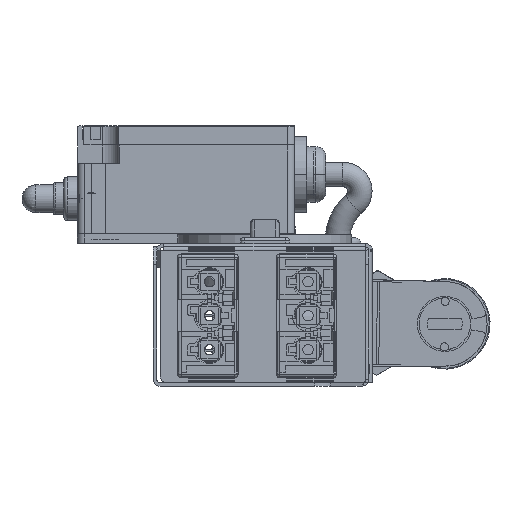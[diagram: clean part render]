
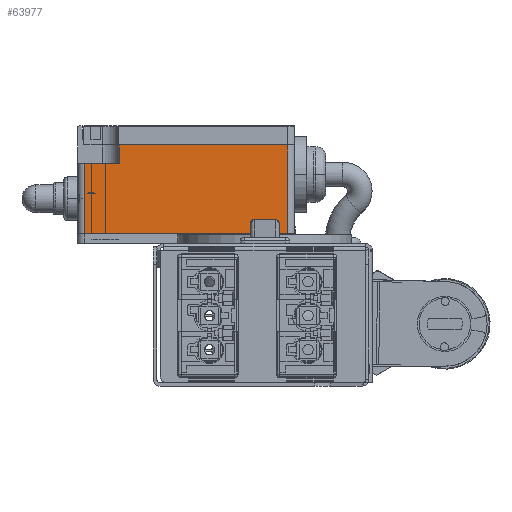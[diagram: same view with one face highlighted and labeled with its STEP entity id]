
A CAD part, left-side view. The second image highlights one B-rep face of the part: STEP entity #63977.
In plain terms, the highlighted planar face has unit normal (-1, 0, 0).
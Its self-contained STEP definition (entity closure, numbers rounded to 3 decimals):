
#933=PLANE('',#67648);
#3486=FACE_OUTER_BOUND('',#6804,.T.);
#6804=EDGE_LOOP('',(#43133,#43134,#43135,#43136,#43137,#43138));
#11989=LINE('',#90204,#19406);
#12080=LINE('',#90589,#19497);
#12081=LINE('',#90592,#19498);
#12106=LINE('',#90778,#19523);
#12155=LINE('',#90887,#19572);
#12156=LINE('',#90889,#19573);
#19406=VECTOR('',#72935,58.3);
#19497=VECTOR('',#73360,20.2);
#19498=VECTOR('',#73363,10.);
#19523=VECTOR('',#73460,48.3);
#19572=VECTOR('',#73563,25.5);
#19573=VECTOR('',#73566,5.3);
#26917=VERTEX_POINT('',#90201);
#26918=VERTEX_POINT('',#90203);
#27045=VERTEX_POINT('',#90587);
#27046=VERTEX_POINT('',#90591);
#27080=VERTEX_POINT('',#90775);
#27081=VERTEX_POINT('',#90777);
#32986=EDGE_CURVE('',#26918,#26917,#11989,.T.);
#33177=EDGE_CURVE('',#27045,#26918,#12080,.T.);
#33178=EDGE_CURVE('',#27045,#27046,#12081,.T.);
#33230=EDGE_CURVE('',#27081,#27080,#12106,.T.);
#33287=EDGE_CURVE('',#26917,#27081,#12155,.T.);
#33288=EDGE_CURVE('',#27046,#27080,#12156,.T.);
#43133=ORIENTED_EDGE('',*,*,#33230,.T.);
#43134=ORIENTED_EDGE('',*,*,#33288,.F.);
#43135=ORIENTED_EDGE('',*,*,#33178,.F.);
#43136=ORIENTED_EDGE('',*,*,#33177,.T.);
#43137=ORIENTED_EDGE('',*,*,#32986,.T.);
#43138=ORIENTED_EDGE('',*,*,#33287,.T.);
#63977=ADVANCED_FACE('',(#3486),#933,.T.);
#67648=AXIS2_PLACEMENT_3D('',#90888,#73564,#73565);
#72935=DIRECTION('',(0.,-1.,0.));
#73360=DIRECTION('',(0.,0.,-1.));
#73363=DIRECTION('',(0.,-1.,0.));
#73460=DIRECTION('',(0.,1.,0.));
#73563=DIRECTION('',(0.,0.,1.));
#73564=DIRECTION('center_axis',(-1.,0.,0.));
#73565=DIRECTION('ref_axis',(0.,0.,1.));
#73566=DIRECTION('',(0.,0.,1.));
#90201=CARTESIAN_POINT('',(193.75,-7.625,43.8));
#90203=CARTESIAN_POINT('',(193.75,50.675,43.8));
#90204=CARTESIAN_POINT('',(193.75,50.675,43.8));
#90587=CARTESIAN_POINT('',(193.75,50.675,64.));
#90589=CARTESIAN_POINT('',(193.75,50.675,64.));
#90591=CARTESIAN_POINT('',(193.75,40.675,64.));
#90592=CARTESIAN_POINT('',(193.75,50.675,64.));
#90775=CARTESIAN_POINT('',(193.75,40.675,69.3));
#90777=CARTESIAN_POINT('',(193.75,-7.625,69.3));
#90778=CARTESIAN_POINT('',(193.75,-7.625,69.3));
#90887=CARTESIAN_POINT('',(193.75,-7.625,43.8));
#90888=CARTESIAN_POINT('Origin',(193.75,-10.54,70.575));
#90889=CARTESIAN_POINT('',(193.75,40.675,64.));
